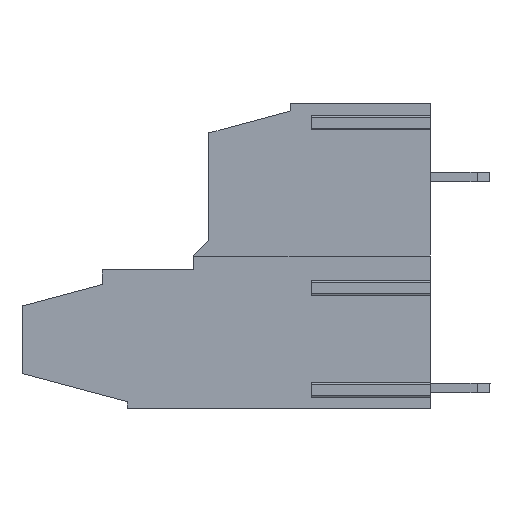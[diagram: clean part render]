
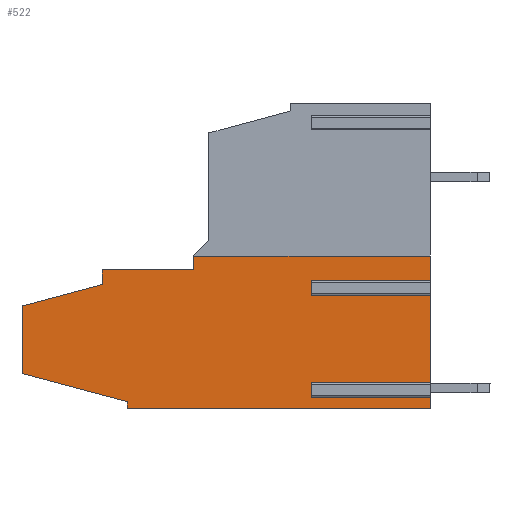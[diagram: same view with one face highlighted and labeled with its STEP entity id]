
A CAD part, left-side view. The second image highlights one B-rep face of the part: STEP entity #522.
In plain terms, the highlighted planar face has unit normal (-1, 0, 0).
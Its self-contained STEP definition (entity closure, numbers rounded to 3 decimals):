
#522 = ADVANCED_FACE( '', ( #1299 ), #1300, .T. );
#1299 = FACE_OUTER_BOUND( '', #2357, .T. );
#1300 = PLANE( '', #2358 );
#2357 = EDGE_LOOP( '', ( #3910, #3911, #3912, #3913, #3914, #3915, #3916, #3917, #3918, #3919, #3920, #3921, #3922, #3923, #3924, #3925, #3926, #3927 ) );
#2358 = AXIS2_PLACEMENT_3D( '', #3928, #3929, #3930 );
#3910 = ORIENTED_EDGE( '', *, *, #6622, .F. );
#3911 = ORIENTED_EDGE( '', *, *, #6706, .T. );
#3912 = ORIENTED_EDGE( '', *, *, #6707, .T. );
#3913 = ORIENTED_EDGE( '', *, *, #6708, .F. );
#3914 = ORIENTED_EDGE( '', *, *, #6709, .F. );
#3915 = ORIENTED_EDGE( '', *, *, #6710, .T. );
#3916 = ORIENTED_EDGE( '', *, *, #6711, .T. );
#3917 = ORIENTED_EDGE( '', *, *, #6712, .T. );
#3918 = ORIENTED_EDGE( '', *, *, #6713, .T. );
#3919 = ORIENTED_EDGE( '', *, *, #6714, .T. );
#3920 = ORIENTED_EDGE( '', *, *, #6500, .T. );
#3921 = ORIENTED_EDGE( '', *, *, #6715, .T. );
#3922 = ORIENTED_EDGE( '', *, *, #6716, .T. );
#3923 = ORIENTED_EDGE( '', *, *, #6297, .T. );
#3924 = ORIENTED_EDGE( '', *, *, #6717, .T. );
#3925 = ORIENTED_EDGE( '', *, *, #6718, .T. );
#3926 = ORIENTED_EDGE( '', *, *, #6353, .T. );
#3927 = ORIENTED_EDGE( '', *, *, #6547, .F. );
#3928 = CARTESIAN_POINT( '', ( 16.181, 32.121, -5.728 ) );
#3929 = DIRECTION( '', ( -1., 0., 0. ) );
#3930 = DIRECTION( '', ( 0., 1., 0. ) );
#6297 = EDGE_CURVE( '', #7547, #7544, #7548, .T. );
#6353 = EDGE_CURVE( '', #7648, #7645, #7649, .T. );
#6500 = EDGE_CURVE( '', #7896, #7901, #7903, .T. );
#6547 = EDGE_CURVE( '', #7984, #7645, #7986, .T. );
#6622 = EDGE_CURVE( '', #8111, #7984, #8113, .T. );
#6706 = EDGE_CURVE( '', #8111, #8250, #8251, .T. );
#6707 = EDGE_CURVE( '', #8250, #8252, #8253, .T. );
#6708 = EDGE_CURVE( '', #8254, #8252, #8255, .T. );
#6709 = EDGE_CURVE( '', #8256, #8254, #8257, .T. );
#6710 = EDGE_CURVE( '', #8256, #8258, #8259, .T. );
#6711 = EDGE_CURVE( '', #8258, #8260, #8261, .T. );
#6712 = EDGE_CURVE( '', #8260, #8262, #8263, .T. );
#6713 = EDGE_CURVE( '', #8262, #8264, #8265, .T. );
#6714 = EDGE_CURVE( '', #8264, #7896, #8266, .T. );
#6715 = EDGE_CURVE( '', #7901, #8267, #8268, .T. );
#6716 = EDGE_CURVE( '', #8267, #7547, #8269, .T. );
#6717 = EDGE_CURVE( '', #7544, #8270, #8271, .T. );
#6718 = EDGE_CURVE( '', #8270, #7648, #8272, .T. );
#7544 = VERTEX_POINT( '', #9360 );
#7547 = VERTEX_POINT( '', #9364 );
#7548 = LINE( '', #9365, #9366 );
#7645 = VERTEX_POINT( '', #9505 );
#7648 = VERTEX_POINT( '', #9508 );
#7649 = LINE( '', #9509, #9510 );
#7896 = VERTEX_POINT( '', #9862 );
#7901 = VERTEX_POINT( '', #9869 );
#7903 = LINE( '', #9872, #9873 );
#7984 = VERTEX_POINT( '', #9981 );
#7986 = LINE( '', #9983, #9984 );
#8111 = VERTEX_POINT( '', #10158 );
#8113 = LINE( '', #10160, #10161 );
#8250 = VERTEX_POINT( '', #10345 );
#8251 = LINE( '', #10346, #10347 );
#8252 = VERTEX_POINT( '', #10348 );
#8253 = LINE( '', #10349, #10350 );
#8254 = VERTEX_POINT( '', #10351 );
#8255 = LINE( '', #10352, #10353 );
#8256 = VERTEX_POINT( '', #10354 );
#8257 = LINE( '', #10355, #10356 );
#8258 = VERTEX_POINT( '', #10357 );
#8259 = LINE( '', #10358, #10359 );
#8260 = VERTEX_POINT( '', #10360 );
#8261 = LINE( '', #10361, #10362 );
#8262 = VERTEX_POINT( '', #10363 );
#8263 = LINE( '', #10364, #10365 );
#8264 = VERTEX_POINT( '', #10366 );
#8265 = LINE( '', #10367, #10368 );
#8266 = LINE( '', #10369, #10370 );
#8267 = VERTEX_POINT( '', #10371 );
#8268 = LINE( '', #10372, #10373 );
#8269 = LINE( '', #10374, #10375 );
#8270 = VERTEX_POINT( '', #10376 );
#8271 = LINE( '', #10377, #10378 );
#8272 = LINE( '', #10379, #10380 );
#9360 = CARTESIAN_POINT( '', ( 16.181, 27.683, -7.39 ) );
#9364 = CARTESIAN_POINT( '', ( 16.181, 27.683, -6.917 ) );
#9365 = CARTESIAN_POINT( '', ( 16.181, 27.683, -7.39 ) );
#9366 = VECTOR( '', #11797, 1000. );
#9505 = CARTESIAN_POINT( '', ( 16.181, 14.383, -6.58 ) );
#9508 = CARTESIAN_POINT( '', ( 16.181, 5.783, -6.58 ) );
#9509 = CARTESIAN_POINT( '', ( 16.181, 5.783, -6.58 ) );
#9510 = VECTOR( '', #11855, 1000. );
#9862 = CARTESIAN_POINT( '', ( 16.181, 29.483, 1.556 ) );
#9869 = CARTESIAN_POINT( '', ( 16.181, 35.283, 0. ) );
#9872 = CARTESIAN_POINT( '', ( 16.181, 35.283, 0. ) );
#9873 = VECTOR( '', #12006, 1000. );
#9981 = CARTESIAN_POINT( '', ( 16.181, 14.383, -5.56 ) );
#9983 = CARTESIAN_POINT( '', ( 16.181, 14.383, -6.58 ) );
#9984 = VECTOR( '', #12061, 1000. );
#10158 = CARTESIAN_POINT( '', ( 16.181, 5.783, -5.56 ) );
#10160 = CARTESIAN_POINT( '', ( 16.181, 5.783, -5.56 ) );
#10161 = VECTOR( '', #12144, 1000. );
#10345 = CARTESIAN_POINT( '', ( 16.181, 5.783, 0.77 ) );
#10346 = CARTESIAN_POINT( '', ( 16.181, 5.783, 14.61 ) );
#10347 = VECTOR( '', #12246, 1000. );
#10348 = CARTESIAN_POINT( '', ( 16.181, 14.383, 0.77 ) );
#10349 = CARTESIAN_POINT( '', ( 16.181, 5.783, 0.77 ) );
#10350 = VECTOR( '', #12247, 1000. );
#10351 = CARTESIAN_POINT( '', ( 16.181, 14.383, 1.79 ) );
#10352 = CARTESIAN_POINT( '', ( 16.181, 14.383, 0.77 ) );
#10353 = VECTOR( '', #12248, 1000. );
#10354 = CARTESIAN_POINT( '', ( 16.181, 5.783, 1.79 ) );
#10355 = CARTESIAN_POINT( '', ( 16.181, 5.783, 1.79 ) );
#10356 = VECTOR( '', #12249, 1000. );
#10357 = CARTESIAN_POINT( '', ( 16.181, 5.783, 3.61 ) );
#10358 = CARTESIAN_POINT( '', ( 16.181, 5.783, 14.61 ) );
#10359 = VECTOR( '', #12250, 1000. );
#10360 = CARTESIAN_POINT( '', ( 16.181, 22.883, 3.61 ) );
#10361 = CARTESIAN_POINT( '', ( 16.181, 32.121, 3.61 ) );
#10362 = VECTOR( '', #12251, 1000. );
#10363 = CARTESIAN_POINT( '', ( 16.181, 22.883, 2.61 ) );
#10364 = CARTESIAN_POINT( '', ( 16.181, 22.883, 2.76 ) );
#10365 = VECTOR( '', #12252, 1000. );
#10366 = CARTESIAN_POINT( '', ( 16.181, 29.483, 2.61 ) );
#10367 = CARTESIAN_POINT( '', ( 16.181, 29.283, 2.61 ) );
#10368 = VECTOR( '', #12253, 1000. );
#10369 = CARTESIAN_POINT( '', ( 16.181, 29.483, 1.61 ) );
#10370 = VECTOR( '', #12254, 1000. );
#10371 = CARTESIAN_POINT( '', ( 16.181, 35.283, -4.88 ) );
#10372 = CARTESIAN_POINT( '', ( 16.181, 35.283, -4.88 ) );
#10373 = VECTOR( '', #12255, 1000. );
#10374 = CARTESIAN_POINT( '', ( 16.181, 27.783, -6.89 ) );
#10375 = VECTOR( '', #12256, 1000. );
#10376 = CARTESIAN_POINT( '', ( 16.181, 5.783, -7.39 ) );
#10377 = CARTESIAN_POINT( '', ( 16.181, 5.783, -7.39 ) );
#10378 = VECTOR( '', #12257, 1000. );
#10379 = CARTESIAN_POINT( '', ( 16.181, 5.783, 14.61 ) );
#10380 = VECTOR( '', #12258, 1000. );
#11797 = DIRECTION( '', ( 0., 0., -1. ) );
#11855 = DIRECTION( '', ( 0., 1., 0. ) );
#12006 = DIRECTION( '', ( 0., 0.966, -0.259 ) );
#12061 = DIRECTION( '', ( 0., 0., -1. ) );
#12144 = DIRECTION( '', ( 0., 1., 0. ) );
#12246 = DIRECTION( '', ( 0., 0., 1. ) );
#12247 = DIRECTION( '', ( 0., 1., 0. ) );
#12248 = DIRECTION( '', ( 0., 0., -1. ) );
#12249 = DIRECTION( '', ( 0., 1., 0. ) );
#12250 = DIRECTION( '', ( 0., 0., 1. ) );
#12251 = DIRECTION( '', ( 0., 1., 0. ) );
#12252 = DIRECTION( '', ( 0., 0., -1. ) );
#12253 = DIRECTION( '', ( 0., 1., 0. ) );
#12254 = DIRECTION( '', ( 0., 0., -1. ) );
#12255 = DIRECTION( '', ( 0., 0., -1. ) );
#12256 = DIRECTION( '', ( 0., -0.966, -0.259 ) );
#12257 = DIRECTION( '', ( 0., -1., 0. ) );
#12258 = DIRECTION( '', ( 0., 0., 1. ) );
